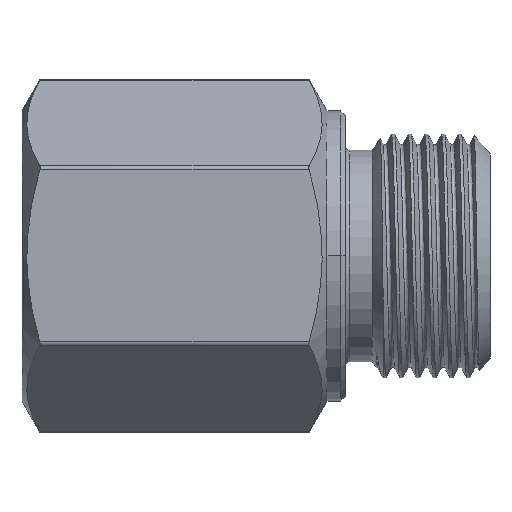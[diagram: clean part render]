
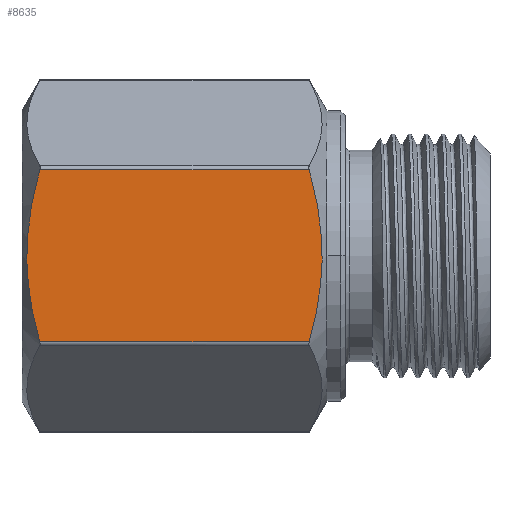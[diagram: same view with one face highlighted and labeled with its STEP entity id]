
A CAD part, top view. The second image highlights one B-rep face of the part: STEP entity #8635.
In plain terms, the highlighted planar face has unit normal (0, 0, 1).
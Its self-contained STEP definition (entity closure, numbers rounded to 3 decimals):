
#3842=DIRECTION('',(-1.,0.,0.));
#3843=VECTOR('',#3842,29.251);
#3844=CARTESIAN_POINT('',(31.176,9.324,16.65));
#3845=LINE('',#3844,#3843);
#3846=CARTESIAN_POINT('',(31.176,-9.324,16.65));
#3847=CARTESIAN_POINT('',(31.382,-8.594,16.65));
#3848=CARTESIAN_POINT('',(31.75,-7.158,16.65));
#3849=CARTESIAN_POINT('',(32.161,-5.095,16.65));
#3850=CARTESIAN_POINT('',(32.443,-3.054,16.65));
#3851=CARTESIAN_POINT('',(32.586,-1.018,16.65));
#3852=CARTESIAN_POINT('',(32.586,1.02,16.65));
#3853=CARTESIAN_POINT('',(32.443,3.056,16.65));
#3854=CARTESIAN_POINT('',(32.161,5.097,16.65));
#3855=CARTESIAN_POINT('',(31.749,7.158,16.65));
#3856=CARTESIAN_POINT('',(31.382,8.594,16.65));
#3857=CARTESIAN_POINT('',(31.176,9.324,16.65));
#3859=DIRECTION('',(-1.,0.,0.));
#3860=VECTOR('',#3859,29.251);
#3861=CARTESIAN_POINT('',(31.176,-9.324,16.65));
#3862=LINE('',#3861,#3860);
#3863=CARTESIAN_POINT('',(1.924,-9.324,16.65));
#3864=CARTESIAN_POINT('',(1.718,-8.594,16.65));
#3865=CARTESIAN_POINT('',(1.35,-7.158,16.65));
#3866=CARTESIAN_POINT('',(0.939,-5.095,16.65));
#3867=CARTESIAN_POINT('',(0.657,-3.054,16.65));
#3868=CARTESIAN_POINT('',(0.514,-1.018,16.65));
#3869=CARTESIAN_POINT('',(0.514,1.02,16.65));
#3870=CARTESIAN_POINT('',(0.657,3.056,16.65));
#3871=CARTESIAN_POINT('',(0.939,5.097,16.65));
#3872=CARTESIAN_POINT('',(1.351,7.158,16.65));
#3873=CARTESIAN_POINT('',(1.718,8.594,16.65));
#3874=CARTESIAN_POINT('',(1.924,9.324,16.65));
#3955=CARTESIAN_POINT('',(31.176,9.324,16.65));
#3956=CARTESIAN_POINT('',(1.924,9.324,16.65));
#3957=VERTEX_POINT('',#3955);
#3958=VERTEX_POINT('',#3956);
#3986=CARTESIAN_POINT('',(31.176,-9.324,16.65));
#3987=CARTESIAN_POINT('',(1.924,-9.324,16.65));
#3988=VERTEX_POINT('',#3986);
#3989=VERTEX_POINT('',#3987);
#8622=CARTESIAN_POINT('',(0.,9.613,16.65));
#8623=DIRECTION('',(0.,0.,1.));
#8624=DIRECTION('',(0.,-1.,0.));
#8625=AXIS2_PLACEMENT_3D('',#8622,#8623,#8624);
#8626=PLANE('',#8625);
#8627=ORIENTED_EDGE('',*,*,#8615,.F.);
#8628=ORIENTED_EDGE('',*,*,#8457,.F.);
#8630=ORIENTED_EDGE('',*,*,#8629,.T.);
#8632=ORIENTED_EDGE('',*,*,#8631,.T.);
#8633=EDGE_LOOP('',(#8627,#8628,#8630,#8632));
#8634=FACE_OUTER_BOUND('',#8633,.F.);
#3858=B_SPLINE_CURVE_WITH_KNOTS('',3,(#3846,#3847,#3848,#3849,#3850,#3851,#3852,
#3853,#3854,#3855,#3856,#3857),.UNSPECIFIED.,.F.,.F.,(4,1,1,1,1,1,1,1,1,4),
(0.,0.111,0.222,0.333,0.444,
0.556,0.667,0.778,0.889,1.),
.UNSPECIFIED.);
#3875=B_SPLINE_CURVE_WITH_KNOTS('',3,(#3863,#3864,#3865,#3866,#3867,#3868,#3869,
#3870,#3871,#3872,#3873,#3874),.UNSPECIFIED.,.F.,.F.,(4,1,1,1,1,1,1,1,1,4),
(0.,0.111,0.222,0.333,0.444,
0.556,0.667,0.778,0.889,1.),
.UNSPECIFIED.);
#8457=EDGE_CURVE('',#3988,#3957,#3858,.T.);
#8615=EDGE_CURVE('',#3957,#3958,#3845,.T.);
#8629=EDGE_CURVE('',#3988,#3989,#3862,.T.);
#8631=EDGE_CURVE('',#3989,#3958,#3875,.T.);
#8635=ADVANCED_FACE('',(#8634),#8626,.T.);
